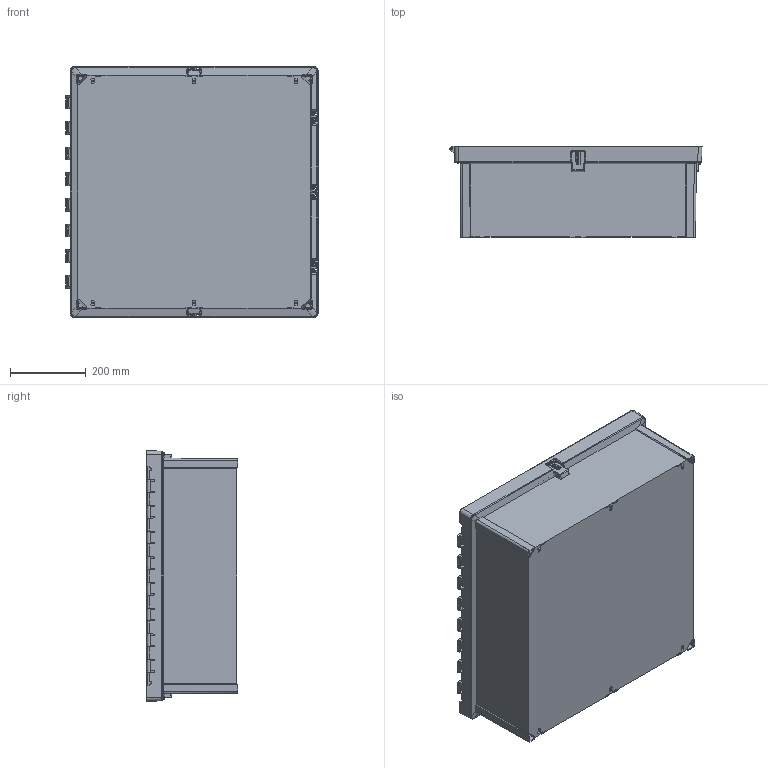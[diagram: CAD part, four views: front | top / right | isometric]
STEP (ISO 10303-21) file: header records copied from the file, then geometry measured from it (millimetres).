
FILE_DESCRIPTION((''),'2;1');
FILE_NAME('FIBOX_ARCA2424_B','2014-09-22T',('fxhongdongluo'),(''),'PRO/ENGINEER BY PARAMETRIC TECHNOLOGY CORPORATION, 2010040','PRO/ENGINEER BY PARAMETRIC TECHNOLOGY CORPORATION, 2010040','');
FILE_SCHEMA(('CONFIG_CONTROL_DESIGN'));
Products named in the file (1): FIBOX_ARCA2424_B
Bounding box: 667.61 x 241.4 x 664.11 mm (x, y, z)
Volume: 4145208.6 mm3; surface area: 2343188 mm2
Topology: 1 solids, 1 shells, 1791 faces, 4705 edges, 2926 vertices
Faces by surface type: plane 817, cylinder 542, bspline 258, sphere 74, cone 56, torus 44
Entity records: 69094 total; most frequent: CARTESIAN_POINT 27813, ORIENTED_EDGE 9400, DIRECTION 7374, EDGE_CURVE 4700, VERTEX_POINT 2926, VECTOR 2752, LINE 2752, AXIS2_PLACEMENT_3D 2311
